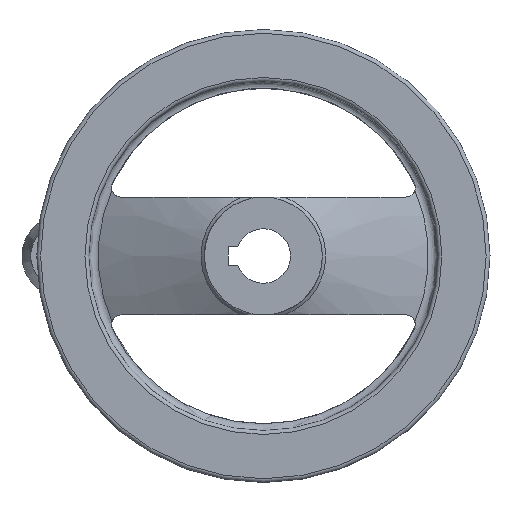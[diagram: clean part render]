
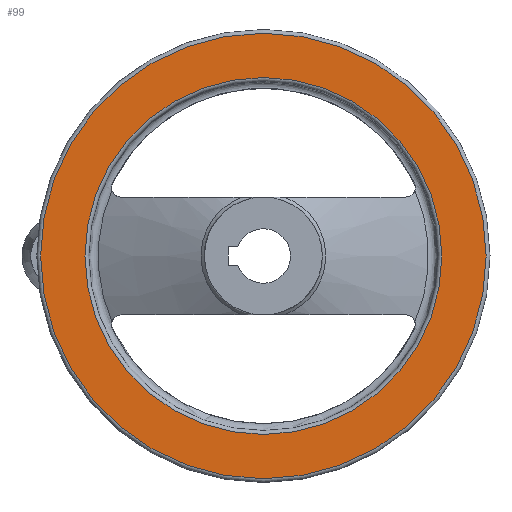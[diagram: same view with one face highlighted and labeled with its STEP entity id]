
A CAD part, left-side view. The second image highlights one B-rep face of the part: STEP entity #99.
In plain terms, the highlighted planar face has unit normal (-1, 0, 0).
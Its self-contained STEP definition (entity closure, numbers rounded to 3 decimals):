
#99 = ADVANCED_FACE( '', ( #221, #222 ), #223, .F. );
#221 = FACE_OUTER_BOUND( '', #359, .T. );
#222 = FACE_BOUND( '', #360, .T. );
#223 = PLANE( '', #361 );
#359 = EDGE_LOOP( '', ( #623 ) );
#360 = EDGE_LOOP( '', ( #624 ) );
#361 = AXIS2_PLACEMENT_3D( '', #625, #626, #627 );
#623 = ORIENTED_EDGE( '', *, *, #842, .F. );
#624 = ORIENTED_EDGE( '', *, *, #773, .T. );
#625 = CARTESIAN_POINT( '', ( 16.15, 39.375, 0. ) );
#626 = DIRECTION( '', ( 1., 0., 0. ) );
#627 = DIRECTION( '', ( 0., 0., -1. ) );
#773 = EDGE_CURVE( '', #901, #901, #902, .T. );
#842 = EDGE_CURVE( '', #1008, #1008, #1009, .T. );
#901 = VERTEX_POINT( '', #1116 );
#902 = CIRCLE( '', #1117, 39.375 );
#1008 = VERTEX_POINT( '', #1440 );
#1009 = CIRCLE( '', #1441, 49.15 );
#1116 = CARTESIAN_POINT( '', ( 16.15, 0., -39.375 ) );
#1117 = AXIS2_PLACEMENT_3D( '', #1553, #1554, #1555 );
#1440 = CARTESIAN_POINT( '', ( 16.15, 0., -49.15 ) );
#1441 = AXIS2_PLACEMENT_3D( '', #1623, #1624, #1625 );
#1553 = CARTESIAN_POINT( '', ( 16.15, 0., 0. ) );
#1554 = DIRECTION( '', ( 1., 0., 0. ) );
#1555 = DIRECTION( '', ( 0., 0., -1. ) );
#1623 = CARTESIAN_POINT( '', ( 16.15, 0., 0. ) );
#1624 = DIRECTION( '', ( 1., 0., 0. ) );
#1625 = DIRECTION( '', ( 0., 0., -1. ) );
